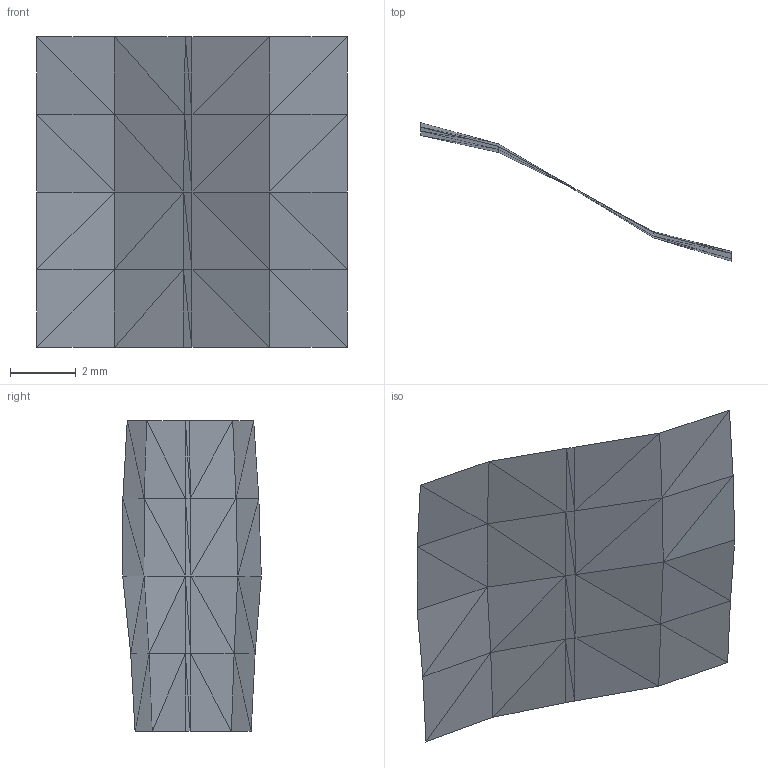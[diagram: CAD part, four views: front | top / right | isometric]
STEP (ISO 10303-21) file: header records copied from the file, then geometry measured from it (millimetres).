
FILE_DESCRIPTION(('Open CASCADE Model'),'2;1');
FILE_NAME('Open CASCADE Shape Model','2019-07-24T14:19:17',('Author'),( 'Open CASCADE'),'Open CASCADE STEP processor 6.9','Open CASCADE 6.9' ,'Unknown');
FILE_SCHEMA(('AUTOMOTIVE_DESIGN { 1 0 10303 214 1 1 1 1 }'));
Length unit declared in the file: millimetre
Products named in the file (1): Open CASCADE STEP translator 6.9 1
Bounding box: 9.42 x 4.2 x 9.42 mm (x, y, z)
Surface area: 97.1 mm2 (no closed solid volume)
Topology: 0 solids, 1 shells, 40 faces, 69 edges, 30 vertices
Faces by surface type: plane 40
Entity records: 1601 total; most frequent: CARTESIAN_POINT 311, DIRECTION 220, LINE 138, VECTOR 138, ORIENTED_EDGE 120, PCURVE 120, DEFINITIONAL_REPRESENTATION 120, EDGE_CURVE 69
